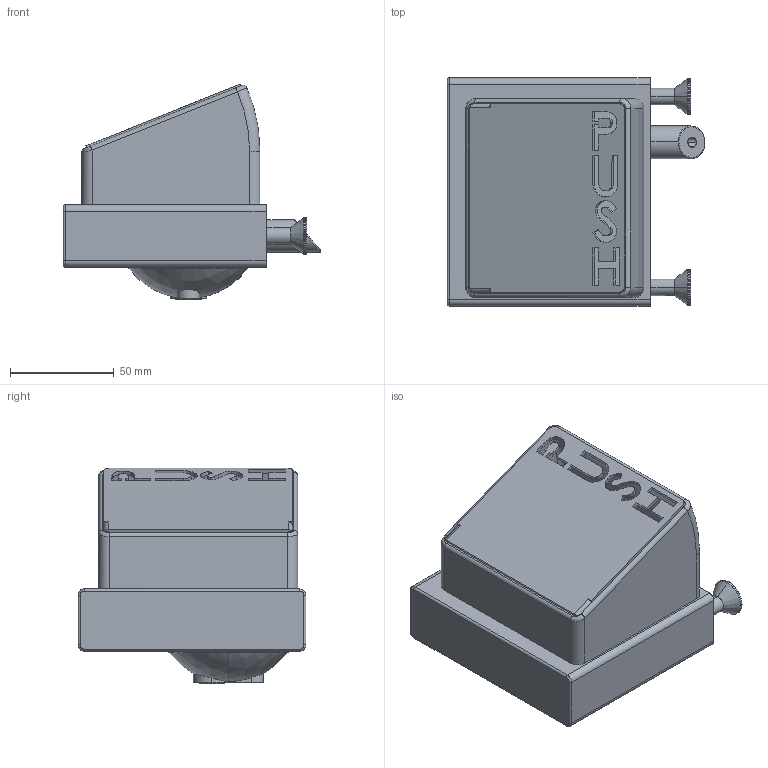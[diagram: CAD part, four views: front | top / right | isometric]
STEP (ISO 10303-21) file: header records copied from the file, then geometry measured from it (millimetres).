
FILE_DESCRIPTION (( 'STEP AP203' ), '1' );
FILE_NAME ('05SBQEKLR01.STEP', '2022-03-01T08:38:18', ( '' ), ( '' ), 'SwSTEP 2.0', 'SolidWorks 2020', '' );
FILE_SCHEMA (( 'CONFIG_CONTROL_DESIGN' ));
Length unit declared in the file: millimetre
Products named in the file (3): 05SBQEKLR01 Part2; 05SBQEKLR01; 05SBQEKLR01 Part1_With Screws 
Assembly tree (2 placements, depth 2):
  05SBQEKLR01
    05SBQEKLR01 Part1_With Screws 
    05SBQEKLR01 Part2
Bounding box: 124.43 x 110 x 104.23 mm (x, y, z)
Volume: 176764.4 mm3; surface area: 140011 mm2
Topology: 8 solids, 8 shells, 370 faces, 934 edges, 585 vertices
Faces by surface type: plane 125, cylinder 124, torus 74, bspline 33, cone 12, sphere 2
Entity records: 14807 total; most frequent: CARTESIAN_POINT 6803, ORIENTED_EDGE 1868, DIRECTION 1142, EDGE_CURVE 934, VERTEX_POINT 585, B_SPLINE_CURVE_WITH_KNOTS 562, AXIS2_PLACEMENT_3D 436, EDGE_LOOP 401
